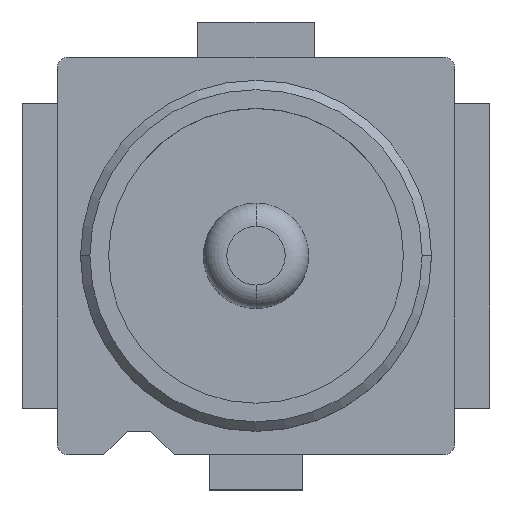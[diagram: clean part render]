
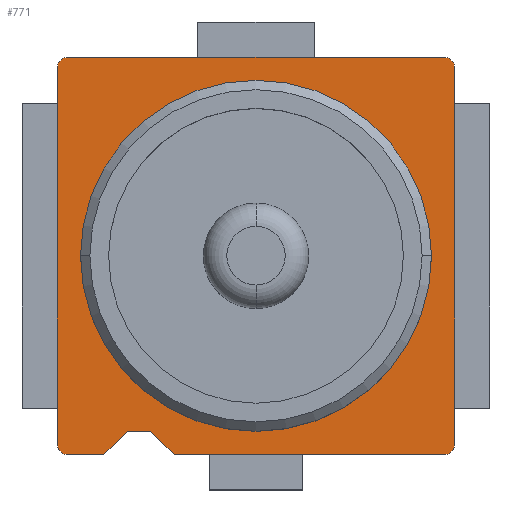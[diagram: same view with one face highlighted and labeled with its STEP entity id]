
A CAD part, top view. The second image highlights one B-rep face of the part: STEP entity #771.
In plain terms, the highlighted planar face has unit normal (0, 0, 1).
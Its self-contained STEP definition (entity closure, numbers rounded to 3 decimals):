
#8=CARTESIAN_POINT('',(-0.8,0.8,-0.4));
#9=DIRECTION('',(0.,0.,1.));
#10=DIRECTION('',(0.,1.,0.));
#11=AXIS2_PLACEMENT_3D('',#8,#9,#10);
#13=DIRECTION('',(1.,0.,0.));
#14=VECTOR('',#13,1.6);
#15=CARTESIAN_POINT('',(-0.8,0.85,-0.4));
#16=LINE('',#15,#14);
#17=CARTESIAN_POINT('',(0.8,0.8,-0.4));
#18=DIRECTION('',(0.,0.,1.));
#19=DIRECTION('',(1.,0.,0.));
#20=AXIS2_PLACEMENT_3D('',#17,#18,#19);
#22=DIRECTION('',(0.,-1.,0.));
#23=VECTOR('',#22,1.6);
#24=CARTESIAN_POINT('',(0.85,0.8,-0.4));
#25=LINE('',#24,#23);
#26=CARTESIAN_POINT('',(0.8,-0.8,-0.4));
#27=DIRECTION('',(0.,0.,1.));
#28=DIRECTION('',(0.,-1.,0.));
#29=AXIS2_PLACEMENT_3D('',#26,#27,#28);
#31=DIRECTION('',(-1.,0.,0.));
#32=VECTOR('',#31,1.15);
#33=CARTESIAN_POINT('',(0.8,-0.85,-0.4));
#34=LINE('',#33,#32);
#35=DIRECTION('',(-0.707,0.707,0.));
#36=VECTOR('',#35,0.141);
#37=CARTESIAN_POINT('',(-0.35,-0.85,-0.4));
#38=LINE('',#37,#36);
#39=DIRECTION('',(-1.,0.,0.));
#40=VECTOR('',#39,0.1);
#41=CARTESIAN_POINT('',(-0.45,-0.75,-0.4));
#42=LINE('',#41,#40);
#43=DIRECTION('',(-0.707,-0.707,0.));
#44=VECTOR('',#43,0.141);
#45=CARTESIAN_POINT('',(-0.55,-0.75,-0.4));
#46=LINE('',#45,#44);
#47=DIRECTION('',(-1.,0.,0.));
#48=VECTOR('',#47,0.15);
#49=CARTESIAN_POINT('',(-0.65,-0.85,-0.4));
#50=LINE('',#49,#48);
#51=CARTESIAN_POINT('',(-0.8,-0.8,-0.4));
#52=DIRECTION('',(0.,0.,1.));
#53=DIRECTION('',(-1.,0.,0.));
#54=AXIS2_PLACEMENT_3D('',#51,#52,#53);
#56=DIRECTION('',(0.,1.,0.));
#57=VECTOR('',#56,1.6);
#58=CARTESIAN_POINT('',(-0.85,-0.8,-0.4));
#59=LINE('',#58,#57);
#70=CARTESIAN_POINT('',(0.,0.,-0.4));
#71=DIRECTION('',(0.,0.,1.));
#72=DIRECTION('',(1.,0.,0.));
#73=AXIS2_PLACEMENT_3D('',#70,#71,#72);
#80=CARTESIAN_POINT('',(0.,0.,-0.4));
#81=DIRECTION('',(0.,0.,1.));
#82=DIRECTION('',(-1.,0.,0.));
#83=AXIS2_PLACEMENT_3D('',#80,#81,#82);
#573=CARTESIAN_POINT('',(0.75,0.,-0.4));
#574=CARTESIAN_POINT('',(-0.75,0.,-0.4));
#575=VERTEX_POINT('',#573);
#576=VERTEX_POINT('',#574);
#577=CARTESIAN_POINT('',(-0.35,-0.85,-0.4));
#578=CARTESIAN_POINT('',(-0.45,-0.75,-0.4));
#579=VERTEX_POINT('',#577);
#580=VERTEX_POINT('',#578);
#581=CARTESIAN_POINT('',(-0.55,-0.75,-0.4));
#582=VERTEX_POINT('',#581);
#583=CARTESIAN_POINT('',(-0.65,-0.85,-0.4));
#584=VERTEX_POINT('',#583);
#669=CARTESIAN_POINT('',(-0.8,0.85,-0.4));
#670=CARTESIAN_POINT('',(-0.85,0.8,-0.4));
#671=VERTEX_POINT('',#669);
#672=VERTEX_POINT('',#670);
#677=CARTESIAN_POINT('',(0.85,0.8,-0.4));
#678=CARTESIAN_POINT('',(0.8,0.85,-0.4));
#679=VERTEX_POINT('',#677);
#680=VERTEX_POINT('',#678);
#685=CARTESIAN_POINT('',(0.8,-0.85,-0.4));
#686=CARTESIAN_POINT('',(0.85,-0.8,-0.4));
#687=VERTEX_POINT('',#685);
#688=VERTEX_POINT('',#686);
#693=CARTESIAN_POINT('',(-0.85,-0.8,-0.4));
#694=CARTESIAN_POINT('',(-0.8,-0.85,-0.4));
#695=VERTEX_POINT('',#693);
#696=VERTEX_POINT('',#694);
#734=CARTESIAN_POINT('',(0.,0.,-0.4));
#735=DIRECTION('',(0.,0.,-1.));
#736=DIRECTION('',(1.,0.,0.));
#737=AXIS2_PLACEMENT_3D('',#734,#735,#736);
#738=PLANE('',#737);
#740=ORIENTED_EDGE('',*,*,#739,.F.);
#742=ORIENTED_EDGE('',*,*,#741,.T.);
#744=ORIENTED_EDGE('',*,*,#743,.F.);
#746=ORIENTED_EDGE('',*,*,#745,.T.);
#748=ORIENTED_EDGE('',*,*,#747,.F.);
#750=ORIENTED_EDGE('',*,*,#749,.T.);
#752=ORIENTED_EDGE('',*,*,#751,.T.);
#754=ORIENTED_EDGE('',*,*,#753,.T.);
#756=ORIENTED_EDGE('',*,*,#755,.T.);
#758=ORIENTED_EDGE('',*,*,#757,.T.);
#760=ORIENTED_EDGE('',*,*,#759,.F.);
#762=ORIENTED_EDGE('',*,*,#761,.T.);
#763=EDGE_LOOP('',(#740,#742,#744,#746,#748,#750,#752,#754,#756,#758,#760,
#762));
#764=FACE_OUTER_BOUND('',#763,.F.);
#766=ORIENTED_EDGE('',*,*,#765,.T.);
#768=ORIENTED_EDGE('',*,*,#767,.T.);
#769=EDGE_LOOP('',(#766,#768));
#770=FACE_BOUND('',#769,.F.);
#12=CIRCLE('',#11,0.05);
#21=CIRCLE('',#20,0.05);
#30=CIRCLE('',#29,0.05);
#55=CIRCLE('',#54,0.05);
#74=CIRCLE('',#73,0.75);
#84=CIRCLE('',#83,0.75);
#739=EDGE_CURVE('',#671,#672,#12,.T.);
#741=EDGE_CURVE('',#671,#680,#16,.T.);
#743=EDGE_CURVE('',#679,#680,#21,.T.);
#745=EDGE_CURVE('',#679,#688,#25,.T.);
#747=EDGE_CURVE('',#687,#688,#30,.T.);
#749=EDGE_CURVE('',#687,#579,#34,.T.);
#751=EDGE_CURVE('',#579,#580,#38,.T.);
#753=EDGE_CURVE('',#580,#582,#42,.T.);
#755=EDGE_CURVE('',#582,#584,#46,.T.);
#757=EDGE_CURVE('',#584,#696,#50,.T.);
#759=EDGE_CURVE('',#695,#696,#55,.T.);
#761=EDGE_CURVE('',#695,#672,#59,.T.);
#765=EDGE_CURVE('',#575,#576,#74,.T.);
#767=EDGE_CURVE('',#576,#575,#84,.T.);
#771=ADVANCED_FACE('',(#764,#770),#738,.F.);
